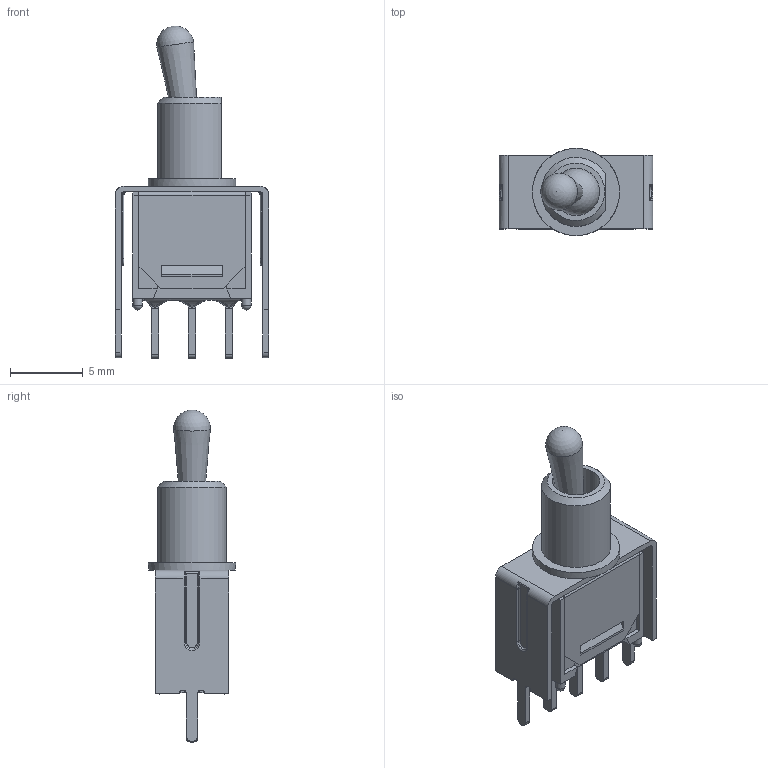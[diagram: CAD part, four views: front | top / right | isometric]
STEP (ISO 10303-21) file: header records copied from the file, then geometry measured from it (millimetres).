
FILE_DESCRIPTION(/* description */ (''),/* implementation_level */ '2;1');
FILE_NAME(/* name */ '200MSPxT2B2VS2xE.stp',/* time_stamp */ '2025-04-29T10:38:28-05:00',/* author */ ('mroman'),/* organization */ (''),/* preprocessor_version */ 'ST-DEVELOPER v18.1',/* originating_system */ 'Autodesk Inventor 2022',/* authorisation */ '');
FILE_SCHEMA (('AUTOMOTIVE_DESIGN { 1 0 10303 214 3 1 1 }'));
Length unit declared in the file: inch
Products named in the file (1): 200MSPxT2B2VS2xE
Bounding box: 10.56 x 6 x 22.84 mm (x, y, z)
Volume: 324.9 mm3; surface area: 1127 mm2
Topology: 1 solids, 2 shells, 232 faces, 623 edges, 382 vertices
Faces by surface type: plane 129, cylinder 54, bspline 24, torus 16, sphere 7, cone 2
Full cylindrical faces by diameter (mm): 0.65 x4, 3.25 x2, 6 x1
Entity records: 8114 total; most frequent: CARTESIAN_POINT 2458, ORIENTED_EDGE 1220, DIRECTION 1096, EDGE_CURVE 610, LINE 392, VECTOR 392, VERTEX_POINT 382, AXIS2_PLACEMENT_3D 352
